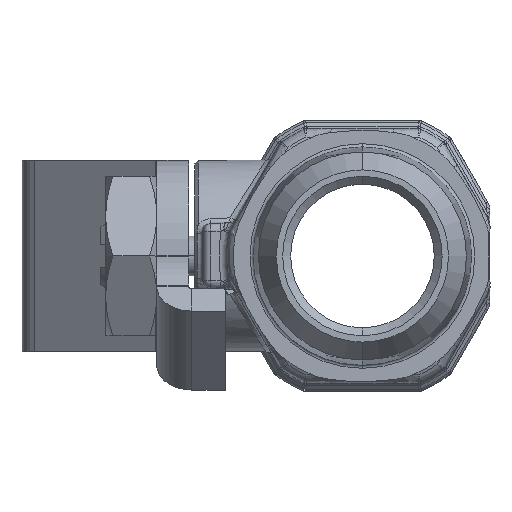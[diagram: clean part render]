
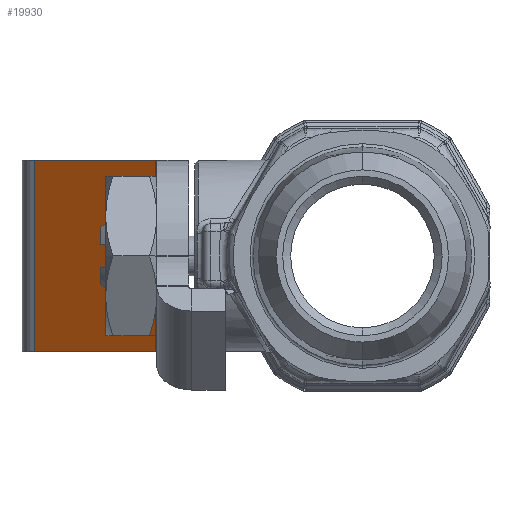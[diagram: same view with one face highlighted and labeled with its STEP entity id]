
A CAD part, left-side view. The second image highlights one B-rep face of the part: STEP entity #19930.
In plain terms, the highlighted planar face has unit normal (-0.766, 0.643, 0).
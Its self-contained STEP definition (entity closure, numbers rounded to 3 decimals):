
#921 = DIRECTION ( 'NONE',  ( 0., 0., -1. ) ) ;
#1188 = ORIENTED_EDGE ( 'NONE', *, *, #14853, .F. ) ;
#2002 = ORIENTED_EDGE ( 'NONE', *, *, #13597, .F. ) ;
#2084 = VERTEX_POINT ( 'NONE', #11789 ) ;
#2857 = ORIENTED_EDGE ( 'NONE', *, *, #6106, .F. ) ;
#4196 = CARTESIAN_POINT ( 'NONE',  ( 19.726, 20.56, 6. ) ) ;
#4270 = VERTEX_POINT ( 'NONE', #4196 ) ;
#4759 = VECTOR ( 'NONE', #9564, 1000. ) ;
#5659 = DIRECTION ( 'NONE',  ( 0.643, 0.766, 0. ) ) ;
#6106 = EDGE_CURVE ( 'NONE', #20194, #4270, #20367, .T. ) ;
#6411 = VECTOR ( 'NONE', #921, 1000. ) ;
#6599 = AXIS2_PLACEMENT_3D ( 'NONE', #17279, #7058, #18970 ) ;
#6796 = VECTOR ( 'NONE', #15706, 1000. ) ;
#7058 = DIRECTION ( 'NONE',  ( -0.766, 0.643, 0. ) ) ;
#8385 = VERTEX_POINT ( 'NONE', #21876 ) ;
#8559 = VECTOR ( 'NONE', #5659, 1000. ) ;
#9295 = LINE ( 'NONE', #19731, #4759 ) ;
#9402 = CARTESIAN_POINT ( 'NONE',  ( 13.358, 12.971, 6. ) ) ;
#9564 = DIRECTION ( 'NONE',  ( -0.643, -0.766, 0. ) ) ;
#10225 = EDGE_CURVE ( 'NONE', #8385, #20194, #17625, .T. ) ;
#10771 = CARTESIAN_POINT ( 'NONE',  ( 19.726, 20.56, -6. ) ) ;
#11309 = ORIENTED_EDGE ( 'NONE', *, *, #10225, .F. ) ;
#11789 = CARTESIAN_POINT ( 'NONE',  ( 13.358, 12.971, 6. ) ) ;
#13169 = EDGE_LOOP ( 'NONE', ( #11309, #1188, #2002, #2857 ) ) ;
#13597 = EDGE_CURVE ( 'NONE', #4270, #2084, #9295, .T. ) ;
#14798 = CARTESIAN_POINT ( 'NONE',  ( 19.726, 20.56, -6. ) ) ;
#14853 = EDGE_CURVE ( 'NONE', #2084, #8385, #15505, .T. ) ;
#15431 = PLANE ( 'NONE',  #6599 ) ;
#15505 = LINE ( 'NONE', #9402, #6411 ) ;
#15706 = DIRECTION ( 'NONE',  ( 0., 0., 1. ) ) ;
#17279 = CARTESIAN_POINT ( 'NONE',  ( 8.801, 7.541, 0. ) ) ;
#17625 = LINE ( 'NONE', #10771, #8559 ) ;
#18970 = DIRECTION ( 'NONE',  ( 0.643, 0.766, 0. ) ) ;
#19192 = CARTESIAN_POINT ( 'NONE',  ( 19.726, 20.56, 6. ) ) ;
#19731 = CARTESIAN_POINT ( 'NONE',  ( 13.298, 12.9, 6. ) ) ;
#19930 = ADVANCED_FACE ( 'NONE', ( #21604 ), #15431, .T. ) ;
#20194 = VERTEX_POINT ( 'NONE', #14798 ) ;
#20367 = LINE ( 'NONE', #19192, #6796 ) ;
#21604 = FACE_OUTER_BOUND ( 'NONE', #13169, .T. ) ;
#21876 = CARTESIAN_POINT ( 'NONE',  ( 13.358, 12.971, -6. ) ) ;
